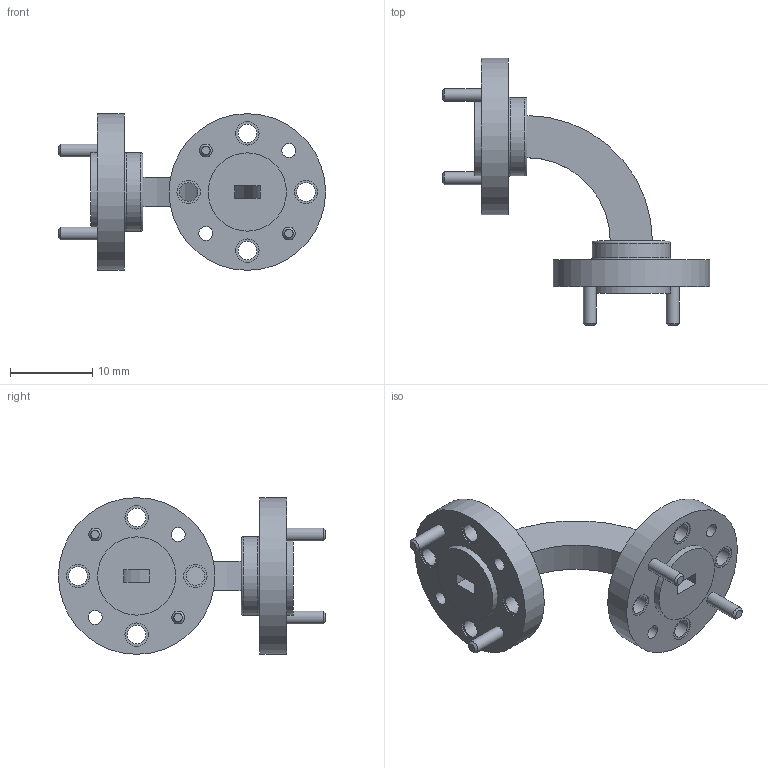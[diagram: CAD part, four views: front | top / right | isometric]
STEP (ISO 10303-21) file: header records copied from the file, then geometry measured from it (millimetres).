
FILE_DESCRIPTION (( 'STEP AP203' ), '1' );
FILE_NAME ('PE-W12B002_3D.step', '2021-03-01T19:33:26', ( '' ), ( '' ), 'SwSTEP 2.0', 'SolidWorks 2018', '' );
FILE_SCHEMA (( 'CONFIG_CONTROL_DESIGN' ));
Length unit declared in the file: inch
Products named in the file (1): PE-W12B002_3D
Bounding box: 32.51 x 32.51 x 19.05 mm (x, y, z)
Volume: 2401.9 mm3; surface area: 2572 mm2
Topology: 1 solids, 1 shells, 86 faces, 176 edges, 118 vertices
Faces by surface type: cylinder 42, plane 36, cone 4, torus 4
Full cylindrical faces by diameter (mm): 1.562 x4, 1.702 x4, 2.261 x8, 2.845 x16, 9.525 x4, 19.05 x2
Entity records: 2119 total; most frequent: DIRECTION 386, CARTESIAN_POINT 315, ORIENTED_EDGE 240, EDGE_LOOP 184, AXIS2_PLACEMENT_3D 179, FACE_OUTER_BOUND 128, EDGE_CURVE 120, VERTEX_POINT 108
